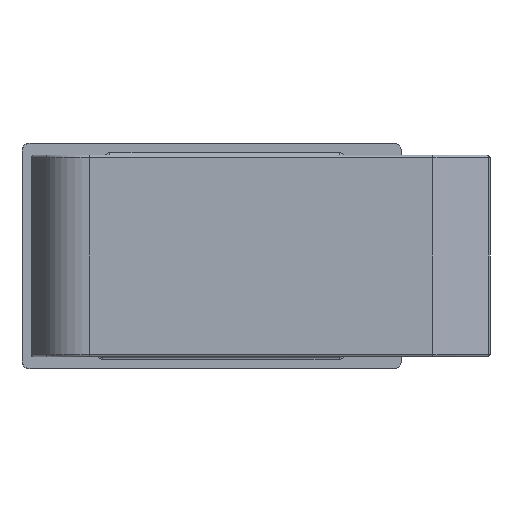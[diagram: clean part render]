
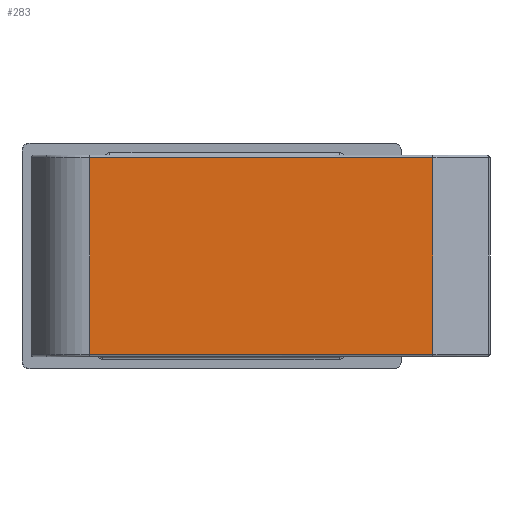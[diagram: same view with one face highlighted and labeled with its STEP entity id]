
A CAD part, front view. The second image highlights one B-rep face of the part: STEP entity #283.
In plain terms, the highlighted planar face has unit normal (0, -1, 0).
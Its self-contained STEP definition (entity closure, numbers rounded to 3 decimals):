
#283 = ADVANCED_FACE( '', ( #745 ), #746, .F. );
#745 = FACE_OUTER_BOUND( '', #2464, .T. );
#746 = PLANE( '', #2465 );
#2464 = EDGE_LOOP( '', ( #4057, #4058, #4059, #4060 ) );
#2465 = AXIS2_PLACEMENT_3D( '', #4061, #4062, #4063 );
#4057 = ORIENTED_EDGE( '', *, *, #5521, .F. );
#4058 = ORIENTED_EDGE( '', *, *, #5384, .T. );
#4059 = ORIENTED_EDGE( '', *, *, #5514, .T. );
#4060 = ORIENTED_EDGE( '', *, *, #5523, .T. );
#4061 = CARTESIAN_POINT( '', ( -21.439, -7.25, 12.5 ) );
#4062 = DIRECTION( '', ( 0., 1., 0. ) );
#4063 = DIRECTION( '', ( -1., 0., 0. ) );
#5384 = EDGE_CURVE( '', #6282, #6280, #6283, .F. );
#5514 = EDGE_CURVE( '', #6280, #6476, #6477, .T. );
#5521 = EDGE_CURVE( '', #6282, #6487, #6488, .T. );
#5523 = EDGE_CURVE( '', #6476, #6487, #6490, .T. );
#6280 = VERTEX_POINT( '', #8276 );
#6282 = VERTEX_POINT( '', #8278 );
#6283 = LINE( '', #8279, #8280 );
#6476 = VERTEX_POINT( '', #8555 );
#6477 = LINE( '', #8556, #8557 );
#6487 = VERTEX_POINT( '', #8576 );
#6488 = LINE( '', #8577, #8578 );
#6490 = LINE( '', #8581, #8582 );
#8276 = CARTESIAN_POINT( '', ( -17.617, -7.25, 12.2 ) );
#8278 = CARTESIAN_POINT( '', ( 24.89, -7.25, 12.2 ) );
#8279 = CARTESIAN_POINT( '', ( -17.617, -7.25, 12.2 ) );
#8280 = VECTOR( '', #9311, 1000. );
#8555 = CARTESIAN_POINT( '', ( -17.617, -7.25, -12.2 ) );
#8556 = CARTESIAN_POINT( '', ( -17.617, -7.25, 12.5 ) );
#8557 = VECTOR( '', #9542, 1000. );
#8576 = CARTESIAN_POINT( '', ( 24.89, -7.25, -12.2 ) );
#8577 = CARTESIAN_POINT( '', ( 24.89, -7.25, 12.5 ) );
#8578 = VECTOR( '', #9550, 1000. );
#8581 = CARTESIAN_POINT( '', ( 24.89, -7.25, -12.2 ) );
#8582 = VECTOR( '', #9552, 1000. );
#9311 = DIRECTION( '', ( 1., 0., 0. ) );
#9542 = DIRECTION( '', ( 0., 0., -1. ) );
#9550 = DIRECTION( '', ( 0., 0., -1. ) );
#9552 = DIRECTION( '', ( 1., 0., 0. ) );
